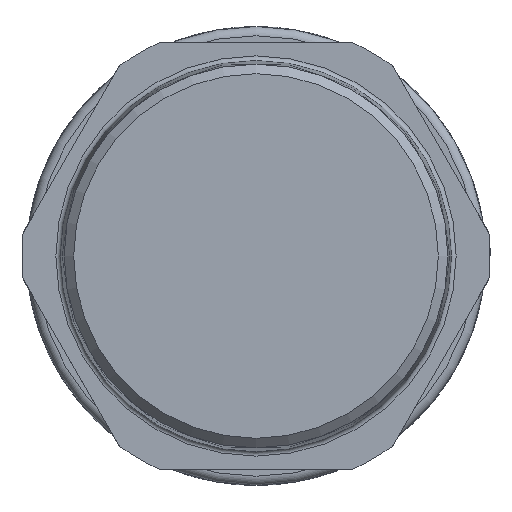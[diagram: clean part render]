
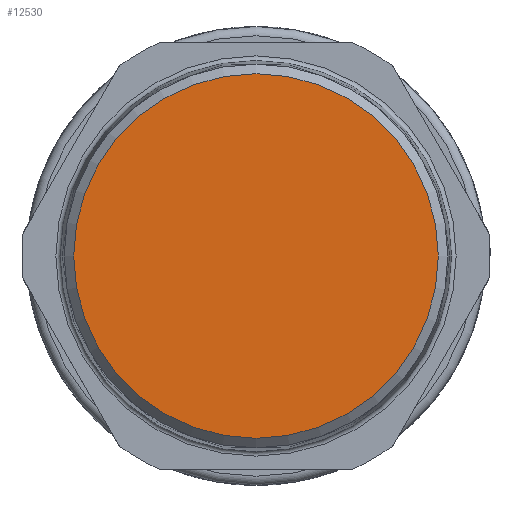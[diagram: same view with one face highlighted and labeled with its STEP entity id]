
A CAD part, left-side view. The second image highlights one B-rep face of the part: STEP entity #12530.
In plain terms, the highlighted planar face has unit normal (-1, 0, 0).
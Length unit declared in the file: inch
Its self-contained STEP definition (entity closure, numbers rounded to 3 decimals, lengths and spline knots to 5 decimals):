
#1667=PLANE('',#13877);
#2277=FACE_OUTER_BOUND('',#2909,.T.);
#2909=EDGE_LOOP('',(#10943));
#3630=CIRCLE('',#13878,0.77396);
#5358=VERTEX_POINT('',#26076);
#7229=EDGE_CURVE('',#5358,#5358,#3630,.T.);
#10943=ORIENTED_EDGE('',*,*,#7229,.F.);
#12530=ADVANCED_FACE('',(#2277),#1667,.T.);
#13877=AXIS2_PLACEMENT_3D('',#26075,#17025,#17026);
#13878=AXIS2_PLACEMENT_3D('',#26077,#17027,#17028);
#17025=DIRECTION('center_axis',(-1.,0.,0.));
#17026=DIRECTION('ref_axis',(0.,0.,
-1.));
#17027=DIRECTION('center_axis',(1.,0.,0.));
#17028=DIRECTION('ref_axis',(0.,1.,0.));
#26075=CARTESIAN_POINT('Origin',(-1.76654,-0.81333,0.));
#26076=CARTESIAN_POINT('',(-1.76654,-0.77396,0.));
#26077=CARTESIAN_POINT('Origin',(-1.76654,0.,
0.));
